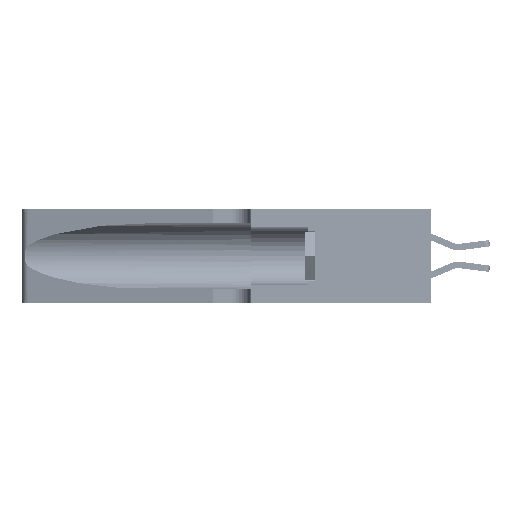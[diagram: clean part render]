
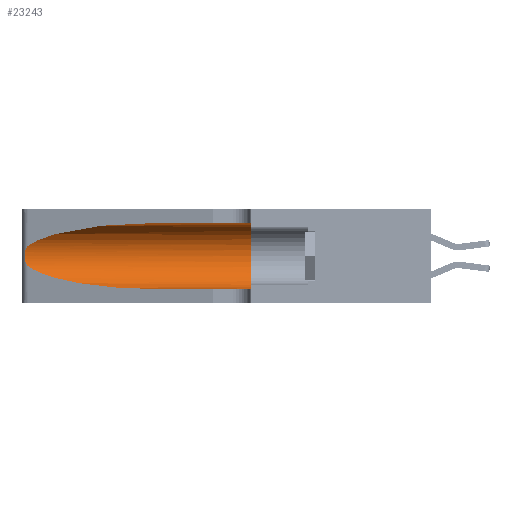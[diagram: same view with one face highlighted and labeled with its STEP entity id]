
A CAD part, left-side view. The second image highlights one B-rep face of the part: STEP entity #23243.
In plain terms, the highlighted cylindrical face has radius 3.308 mm (diameter 6.617 mm), a partial arc.
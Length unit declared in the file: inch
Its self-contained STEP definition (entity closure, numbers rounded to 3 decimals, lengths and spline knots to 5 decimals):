
#1838 = CARTESIAN_POINT ( 'NONE',  ( 0.25487, 1.22718, 0.22369 ) ) ;
#2200 = AXIS2_PLACEMENT_3D ( 'NONE', #36043, #22198, #15365 ) ;
#2546 = VECTOR ( 'NONE', #13895, 39.37008 ) ;
#3267 = CARTESIAN_POINT ( 'NONE',  ( 0.1305, 0.35, 0.31525 ) ) ;
#4219 = ORIENTED_EDGE ( 'NONE', *, *, #11325, .T. ) ;
#5618 = VERTEX_POINT ( 'NONE', #13268 ) ;
#7513 = CARTESIAN_POINT ( 'NONE',  ( 0.25639, 1.23184, 0.21858 ) ) ;
#7671 = CARTESIAN_POINT ( 'NONE',  ( 0.25787, 1.23484, 0.2124 ) ) ;
#7777 = EDGE_CURVE ( 'NONE', #32701, #12611, #18173, .T. ) ;
#8158 = VERTEX_POINT ( 'NONE', #14118 ) ;
#9727 = CARTESIAN_POINT ( 'NONE',  ( 0.25487, 1.22718, 0.14631 ) ) ;
#9895 = CARTESIAN_POINT ( 'NONE',  ( 0.25487, 1.22718, 0.14631 ) ) ;
#11325 = EDGE_CURVE ( 'NONE', #29061, #5618, #23361, .T. ) ;
#11496 = CARTESIAN_POINT ( 'NONE',  ( 0.25854, 1.2359, 0.20912 ) ) ;
#12611 = VERTEX_POINT ( 'NONE', #13954 ) ;
#13262 = CARTESIAN_POINT ( 'NONE',  ( 0.2373, 1.15595, 0.08982 ) ) ;
#13268 = CARTESIAN_POINT ( 'NONE',  ( 0.1305, 0.72297, 0.05475 ) ) ;
#13271 = CARTESIAN_POINT ( 'NONE',  ( 0.1305, 1.61858, 0.185 ) ) ;
#13895 = DIRECTION ( 'NONE',  ( 0., -1., 0. ) ) ;
#13954 = CARTESIAN_POINT ( 'NONE',  ( 0.1305, 0.35, 0.05475 ) ) ;
#14118 = CARTESIAN_POINT ( 'NONE',  ( 0.25487, 1.22718, 0.22369 ) ) ;
#15152 = LINE ( 'NONE', #41608, #2546 ) ;
#15262 = EDGE_CURVE ( 'NONE', #15483, #32701, #29474, .T. ) ;
#15365 = DIRECTION ( 'NONE',  ( 0., 0., 1. ) ) ;
#15483 = VERTEX_POINT ( 'NONE', #44767 ) ;
#15501 = ORIENTED_EDGE ( 'NONE', *, *, #38869, .T. ) ;
#16066 = CARTESIAN_POINT ( 'NONE',  ( 0.2373, 1.15595, 0.28018 ) ) ;
#16788 = DIRECTION ( 'NONE',  ( 0., -1., 0. ) ) ;
#16806 = EDGE_CURVE ( 'NONE', #5618, #12611, #15152, .T. ) ;
#18159 = FACE_OUTER_BOUND ( 'NONE', #41124, .T. ) ;
#18173 = CIRCLE ( 'NONE', #2200, 0.13025 ) ;
#18511 = CARTESIAN_POINT ( 'NONE',  ( 0.26075, 1.23896, 0.19203 ) ) ;
#19272 = ORIENTED_EDGE ( 'NONE', *, *, #16806, .T. ) ;
#22000 = CARTESIAN_POINT ( 'NONE',  ( 0.26017, 1.23833, 0.17102 ) ) ;
#22198 = DIRECTION ( 'NONE',  ( 0., 1., 0. ) ) ;
#22592 = ORIENTED_EDGE ( 'NONE', *, *, #15262, .F. ) ;
#23243 = ADVANCED_FACE ( 'NONE', ( #18159 ), #40633, .F. ) ;
#23361 =( BOUNDED_CURVE ( )  B_SPLINE_CURVE ( 3, ( #9727, #13262, #31002, #37745 ),
 .UNSPECIFIED., .F., .F. ) 
 B_SPLINE_CURVE_WITH_KNOTS ( ( 4, 4 ),
 ( 3.44316, 4.71239 ),
 .UNSPECIFIED. ) 
 CURVE ( )  GEOMETRIC_REPRESENTATION_ITEM ( )  RATIONAL_B_SPLINE_CURVE ( ( 1., 0.87, 0.87, 1. ) ) 
 REPRESENTATION_ITEM ( '' )  );
#24287 = EDGE_CURVE ( 'NONE', #8158, #29061, #38291, .T. ) ;
#25378 = CARTESIAN_POINT ( 'NONE',  ( 0.25487, 1.22718, 0.22369 ) ) ;
#26105 = AXIS2_PLACEMENT_3D ( 'NONE', #13271, #27003, #37599 ) ;
#26147 = VECTOR ( 'NONE', #16788, 39.37008 ) ;
#27003 = DIRECTION ( 'NONE',  ( 0., -1., 0. ) ) ;
#28729 =( BOUNDED_CURVE ( )  B_SPLINE_CURVE ( 3, ( #36583, #40246, #16066, #1838 ),
 .UNSPECIFIED., .F., .T. ) 
 B_SPLINE_CURVE_WITH_KNOTS ( ( 4, 4 ),
 ( 1.5708, 2.84003 ),
 .UNSPECIFIED. ) 
 CURVE ( )  GEOMETRIC_REPRESENTATION_ITEM ( )  RATIONAL_B_SPLINE_CURVE ( ( 1., 0.87, 0.87, 1. ) ) 
 REPRESENTATION_ITEM ( '' )  );
#29061 = VERTEX_POINT ( 'NONE', #9895 ) ;
#29074 = CARTESIAN_POINT ( 'NONE',  ( 0.26075, 1.23896, 0.178 ) ) ;
#29474 = LINE ( 'NONE', #40993, #26147 ) ;
#30523 = ORIENTED_EDGE ( 'NONE', *, *, #24287, .T. ) ;
#31002 = CARTESIAN_POINT ( 'NONE',  ( 0.18966, 0.96281, 0.05475 ) ) ;
#32025 = CARTESIAN_POINT ( 'NONE',  ( 0.25487, 1.22718, 0.14631 ) ) ;
#32179 = CARTESIAN_POINT ( 'NONE',  ( 0.25856, 1.23593, 0.16098 ) ) ;
#32701 = VERTEX_POINT ( 'NONE', #3267 ) ;
#35993 = CARTESIAN_POINT ( 'NONE',  ( 0.26018, 1.23835, 0.19895 ) ) ;
#36043 = CARTESIAN_POINT ( 'NONE',  ( 0.1305, 0.35, 0.185 ) ) ;
#36142 = CARTESIAN_POINT ( 'NONE',  ( 0.25639, 1.23186, 0.15144 ) ) ;
#36583 = CARTESIAN_POINT ( 'NONE',  ( 0.1305, 0.72297, 0.31525 ) ) ;
#37599 = DIRECTION ( 'NONE',  ( 0., 0., -1. ) ) ;
#37745 = CARTESIAN_POINT ( 'NONE',  ( 0.1305, 0.72297, 0.05475 ) ) ;
#38291 = B_SPLINE_CURVE_WITH_KNOTS ( 'NONE', 3,
 ( #25378, #42887, #7513, #7671, #11496, #35993, #18511, #29074, #22000, #32179, #38889, #36142, #39187, #32025 ),
 .UNSPECIFIED., .F., .F.,
 ( 4, 2, 2, 2, 2, 2, 4 ),
 ( 0., 0.00027, 0.00053, 0.00107, 0.0016, 0.00187, 0.00214 ),
 .UNSPECIFIED. ) ;
#38869 = EDGE_CURVE ( 'NONE', #15483, #8158, #28729, .T. ) ;
#38889 = CARTESIAN_POINT ( 'NONE',  ( 0.25789, 1.23486, 0.15765 ) ) ;
#39187 = CARTESIAN_POINT ( 'NONE',  ( 0.25555, 1.22993, 0.14849 ) ) ;
#40246 = CARTESIAN_POINT ( 'NONE',  ( 0.18966, 0.96281, 0.31525 ) ) ;
#40633 = CYLINDRICAL_SURFACE ( 'NONE', #26105, 0.13025 ) ;
#40993 = CARTESIAN_POINT ( 'NONE',  ( 0.1305, 1.61858, 0.31525 ) ) ;
#41124 = EDGE_LOOP ( 'NONE', ( #15501, #30523, #4219, #19272, #41526, #22592 ) ) ;
#41526 = ORIENTED_EDGE ( 'NONE', *, *, #7777, .F. ) ;
#41608 = CARTESIAN_POINT ( 'NONE',  ( 0.1305, 1.61858, 0.05475 ) ) ;
#42887 = CARTESIAN_POINT ( 'NONE',  ( 0.25555, 1.22994, 0.2215 ) ) ;
#44767 = CARTESIAN_POINT ( 'NONE',  ( 0.1305, 0.72297, 0.31525 ) ) ;
